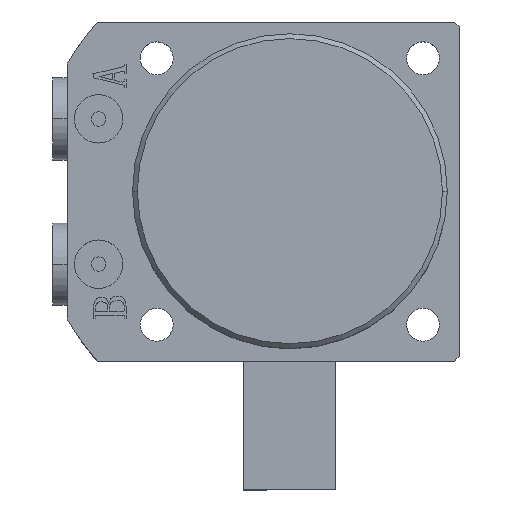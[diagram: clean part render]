
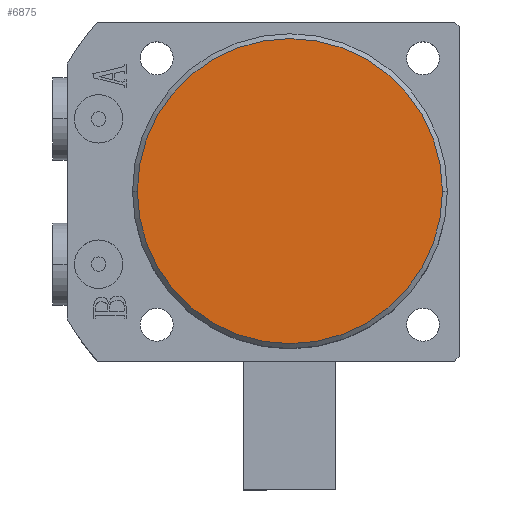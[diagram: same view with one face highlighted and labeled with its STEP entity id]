
A CAD part, top view. The second image highlights one B-rep face of the part: STEP entity #6875.
In plain terms, the highlighted planar face has unit normal (0, 0, 1).
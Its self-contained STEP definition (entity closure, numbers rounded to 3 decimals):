
#616 = VERTEX_POINT ( 'NONE', #6550 ) ;
#1718 = CARTESIAN_POINT ( 'NONE',  ( 0., 0., 73.5 ) ) ;
#1719 = DIRECTION ( 'NONE',  ( 0., 0., 1. ) ) ;
#1720 = DIRECTION ( 'NONE',  ( 1., 0., 0. ) ) ;
#2290 = CARTESIAN_POINT ( 'NONE',  ( 0., 0., 73.5 ) ) ;
#2297 = PLANE ( 'NONE',  #10599 ) ;
#2302 = DIRECTION ( 'NONE',  ( 0., 0., 1. ) ) ;
#2304 = DIRECTION ( 'NONE',  ( 1., 0., 0. ) ) ;
#2598 = CARTESIAN_POINT ( 'NONE',  ( -31.5, 0., 73.5 ) ) ;
#3112 = AXIS2_PLACEMENT_3D ( 'NONE', #1718, #1719, #1720 ) ;
#3156 = AXIS2_PLACEMENT_3D ( 'NONE', #7550, #7551, #7552 ) ;
#4009 = ORIENTED_EDGE ( 'NONE', *, *, #10329, .T. ) ;
#4010 = ORIENTED_EDGE ( 'NONE', *, *, #10157, .T. ) ;
#5154 = CIRCLE ( 'NONE', #3156, 31.5 ) ;
#6125 = VERTEX_POINT ( 'NONE', #2598 ) ;
#6550 = CARTESIAN_POINT ( 'NONE',  ( 31.5, 0., 73.5 ) ) ;
#6871 = EDGE_LOOP ( 'NONE', ( #4009, #4010 ) ) ;
#6875 = ADVANCED_FACE ( 'NONE', ( #8489 ), #2297, .T. ) ;
#7550 = CARTESIAN_POINT ( 'NONE',  ( 0., 0., 73.5 ) ) ;
#7551 = DIRECTION ( 'NONE',  ( 0., 0., 1. ) ) ;
#7552 = DIRECTION ( 'NONE',  ( 1., 0., 0. ) ) ;
#8489 = FACE_OUTER_BOUND ( 'NONE', #6871, .T. ) ;
#8986 = CIRCLE ( 'NONE', #3112, 31.5 ) ;
#10157 = EDGE_CURVE ( 'NONE', #616, #6125, #8986, .T. ) ;
#10329 = EDGE_CURVE ( 'NONE', #6125, #616, #5154, .T. ) ;
#10599 = AXIS2_PLACEMENT_3D ( 'NONE', #2290, #2302, #2304 ) ;
